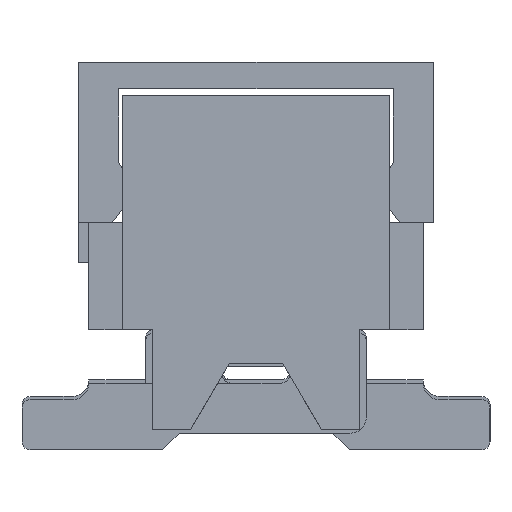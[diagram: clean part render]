
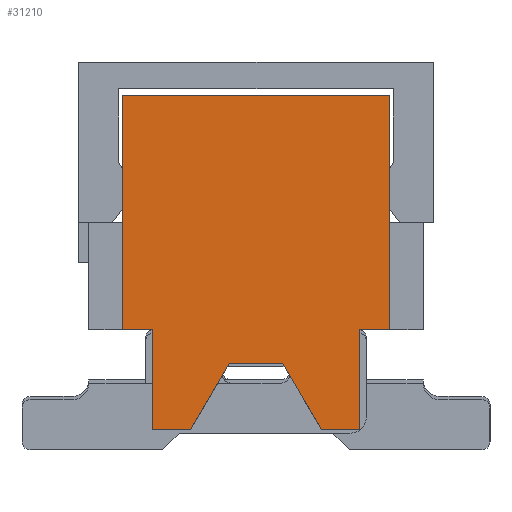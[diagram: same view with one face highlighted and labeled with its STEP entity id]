
A CAD part, left-side view. The second image highlights one B-rep face of the part: STEP entity #31210.
In plain terms, the highlighted planar face has unit normal (-1, 0, 0).
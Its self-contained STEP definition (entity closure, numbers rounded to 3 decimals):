
#6303=ORIENTED_EDGE('',*,*,#10679,.F.);
#6304=ORIENTED_EDGE('',*,*,#10675,.F.);
#6305=ORIENTED_EDGE('',*,*,#10543,.F.);
#6306=ORIENTED_EDGE('',*,*,#10545,.F.);
#6307=ORIENTED_EDGE('',*,*,#10541,.F.);
#6308=ORIENTED_EDGE('',*,*,#10170,.F.);
#6309=ORIENTED_EDGE('',*,*,#10168,.F.);
#6310=ORIENTED_EDGE('',*,*,#10166,.F.);
#6311=ORIENTED_EDGE('',*,*,#10163,.F.);
#6312=ORIENTED_EDGE('',*,*,#10608,.F.);
#6313=ORIENTED_EDGE('',*,*,#10680,.T.);
#6314=ORIENTED_EDGE('',*,*,#10474,.F.);
#6315=ORIENTED_EDGE('',*,*,#7942,.F.);
#6316=ORIENTED_EDGE('',*,*,#10486,.F.);
#7942=EDGE_CURVE('',#11291,#11292,#13501,.T.);
#10163=EDGE_CURVE('',#12782,#12780,#15244,.T.);
#10166=EDGE_CURVE('',#12780,#12784,#15247,.T.);
#10168=EDGE_CURVE('',#12784,#12785,#15249,.T.);
#10170=EDGE_CURVE('',#12785,#12786,#15251,.T.);
#10474=EDGE_CURVE('',#11292,#12967,#15555,.T.);
#10486=EDGE_CURVE('',#12972,#11291,#15567,.T.);
#10541=EDGE_CURVE('',#12786,#13006,#15622,.T.);
#10543=EDGE_CURVE('',#13007,#13008,#15624,.T.);
#10545=EDGE_CURVE('',#13006,#13007,#15626,.T.);
#10608=EDGE_CURVE('',#13045,#12782,#15689,.T.);
#10675=EDGE_CURVE('',#13008,#13080,#15756,.T.);
#10679=EDGE_CURVE('',#13080,#12972,#15760,.T.);
#10680=EDGE_CURVE('',#13045,#12967,#15761,.T.);
#11291=VERTEX_POINT('',#40113);
#11292=VERTEX_POINT('',#40114);
#12780=VERTEX_POINT('',#44460);
#12782=VERTEX_POINT('',#44465);
#12784=VERTEX_POINT('',#44470);
#12785=VERTEX_POINT('',#44476);
#12786=VERTEX_POINT('',#44480);
#12967=VERTEX_POINT('',#45056);
#12972=VERTEX_POINT('',#45074);
#13006=VERTEX_POINT('',#45217);
#13007=VERTEX_POINT('',#45221);
#13008=VERTEX_POINT('',#45223);
#13045=VERTEX_POINT('',#45340);
#13080=VERTEX_POINT('',#45443);
#13501=LINE('',#40112,#16401);
#15244=LINE('',#44466,#18144);
#15247=LINE('',#44472,#18147);
#15249=LINE('',#44475,#18149);
#15251=LINE('',#44479,#18151);
#15555=LINE('',#45055,#18455);
#15567=LINE('',#45073,#18467);
#15622=LINE('',#45218,#18522);
#15624=LINE('',#45222,#18524);
#15626=LINE('',#45226,#18526);
#15689=LINE('',#45341,#18589);
#15756=LINE('',#45442,#18656);
#15760=LINE('',#45449,#18660);
#15761=LINE('',#45450,#18661);
#16401=VECTOR('',#33683,1000.);
#18144=VECTOR('',#37664,1000.);
#18147=VECTOR('',#37669,1000.);
#18149=VECTOR('',#37673,1000.);
#18151=VECTOR('',#37677,1000.);
#18455=VECTOR('',#38163,1000.);
#18467=VECTOR('',#38177,1000.);
#18522=VECTOR('',#38342,1000.);
#18524=VECTOR('',#38346,1000.);
#18526=VECTOR('',#38350,1000.);
#18589=VECTOR('',#38443,1000.);
#18656=VECTOR('',#38510,1000.);
#18660=VECTOR('',#38516,1000.);
#18661=VECTOR('',#38517,1000.);
#19893=EDGE_LOOP('',(#6303,#6304,#6305,#6306,#6307,#6308,#6309,#6310,#6311,
#6312,#6313,#6314,#6315,#6316));
#21098=FACE_BOUND('',#19893,.T.);
#22046=PLANE('',#32878);
#31210=ADVANCED_FACE('',(#21098),#22046,.F.);
#32878=AXIS2_PLACEMENT_3D('',#45448,#38514,#38515);
#33683=DIRECTION('',(0.,-1.,0.));
#37664=DIRECTION('',(0.,0.,-1.));
#37669=DIRECTION('',(0.,1.,0.));
#37673=DIRECTION('',(0.,0.502,0.865));
#37677=DIRECTION('',(0.,1.,0.));
#38163=DIRECTION('',(0.,0.,-1.));
#38177=DIRECTION('',(0.,0.,1.));
#38342=DIRECTION('',(0.,0.502,-0.865));
#38346=DIRECTION('',(0.,0.,1.));
#38350=DIRECTION('',(0.,1.,0.));
#38443=DIRECTION('',(0.,1.,0.));
#38510=DIRECTION('',(0.,1.,0.));
#38514=DIRECTION('',(1.,0.,0.));
#38515=DIRECTION('',(0.,0.,-1.));
#38516=DIRECTION('',(0.,0.,1.));
#38517=DIRECTION('',(0.,0.,1.));
#40112=CARTESIAN_POINT('',(-7.885,2.,2.7));
#40113=CARTESIAN_POINT('',(-7.885,2.,2.7));
#40114=CARTESIAN_POINT('',(-7.885,-2.,2.7));
#44460=CARTESIAN_POINT('',(-7.885,-1.55,-2.3));
#44465=CARTESIAN_POINT('',(-7.885,-1.55,-0.8));
#44466=CARTESIAN_POINT('',(-7.885,-1.55,-0.8));
#44470=CARTESIAN_POINT('',(-7.885,-0.98,-2.3));
#44472=CARTESIAN_POINT('',(-7.885,-1.55,-2.3));
#44475=CARTESIAN_POINT('',(-7.885,-0.98,-2.3));
#44476=CARTESIAN_POINT('',(-7.885,-0.4,-1.3));
#44479=CARTESIAN_POINT('',(-7.885,-0.4,-1.3));
#44480=CARTESIAN_POINT('',(-7.885,0.4,-1.3));
#45055=CARTESIAN_POINT('',(-7.885,-2.,2.7));
#45056=CARTESIAN_POINT('',(-7.885,-2.,0.8));
#45073=CARTESIAN_POINT('',(-7.885,2.,0.8));
#45074=CARTESIAN_POINT('',(-7.885,2.,0.8));
#45217=CARTESIAN_POINT('',(-7.885,0.98,-2.3));
#45218=CARTESIAN_POINT('',(-7.885,0.4,-1.3));
#45221=CARTESIAN_POINT('',(-7.885,1.55,-2.3));
#45222=CARTESIAN_POINT('',(-7.885,1.55,-0.8));
#45223=CARTESIAN_POINT('',(-7.885,1.55,-0.8));
#45226=CARTESIAN_POINT('',(-7.885,0.98,-2.3));
#45340=CARTESIAN_POINT('',(-7.885,-2.,-0.8));
#45341=CARTESIAN_POINT('',(-7.885,-2.5,-0.8));
#45442=CARTESIAN_POINT('',(-7.885,2.5,-0.8));
#45443=CARTESIAN_POINT('',(-7.885,2.,-0.8));
#45448=CARTESIAN_POINT('',(-7.885,0.,0.));
#45449=CARTESIAN_POINT('',(-7.885,2.,-0.8));
#45450=CARTESIAN_POINT('',(-7.885,-2.,-0.8));
